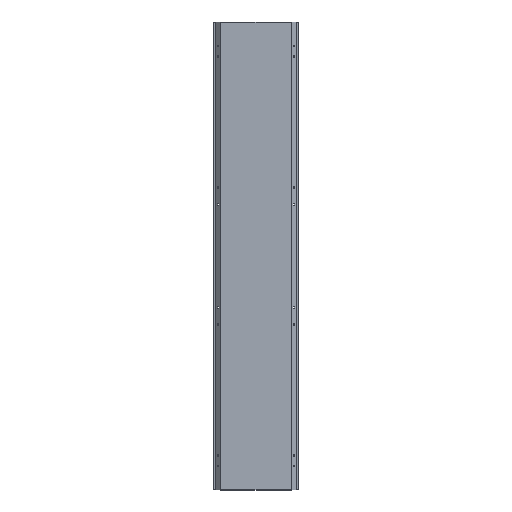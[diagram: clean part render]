
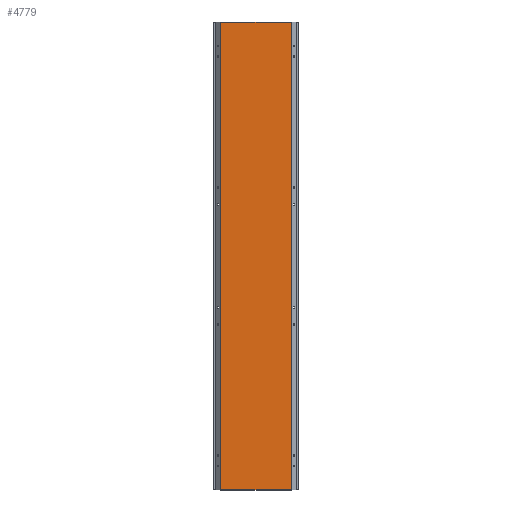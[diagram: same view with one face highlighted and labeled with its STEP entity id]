
A CAD part, top view. The second image highlights one B-rep face of the part: STEP entity #4779.
In plain terms, the highlighted planar face has unit normal (0, 0, 1).
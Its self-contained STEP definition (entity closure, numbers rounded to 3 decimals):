
#42 = ORIENTED_EDGE ( 'NONE', *, *, #1782, .T. ) ;
#222 = CARTESIAN_POINT ( 'NONE',  ( 161.5, -1070.5, 0. ) ) ;
#307 = DIRECTION ( 'NONE',  ( 1., 0., 0. ) ) ;
#431 = DIRECTION ( 'NONE',  ( -1., 0., 0. ) ) ;
#484 = LINE ( 'NONE', #7360, #4854 ) ;
#631 = VERTEX_POINT ( 'NONE', #4326 ) ;
#886 = DIRECTION ( 'NONE',  ( 0., 0., -1. ) ) ;
#901 = CARTESIAN_POINT ( 'NONE',  ( -161.5, -1070.5, 0. ) ) ;
#1192 = ORIENTED_EDGE ( 'NONE', *, *, #6188, .T. ) ;
#1413 = EDGE_CURVE ( 'NONE', #4716, #631, #7063, .T. ) ;
#1618 = VECTOR ( 'NONE', #4324, 1000. ) ;
#1620 = DIRECTION ( 'NONE',  ( 0., 1., 0. ) ) ;
#1782 = EDGE_CURVE ( 'NONE', #6778, #7081, #484, .T. ) ;
#1988 = VECTOR ( 'NONE', #307, 1000. ) ;
#2250 = DIRECTION ( 'NONE',  ( -1., 0., 0. ) ) ;
#2296 = CARTESIAN_POINT ( 'NONE',  ( 161.5, 1070.5, 0. ) ) ;
#2613 = ORIENTED_EDGE ( 'NONE', *, *, #1413, .T. ) ;
#3059 = EDGE_CURVE ( 'NONE', #7081, #4716, #7372, .T. ) ;
#3277 = AXIS2_PLACEMENT_3D ( 'NONE', #5564, #886, #431 ) ;
#3593 = CARTESIAN_POINT ( 'NONE',  ( -161.5, -1070.5, 0. ) ) ;
#3842 = FACE_OUTER_BOUND ( 'NONE', #7353, .T. ) ;
#4324 = DIRECTION ( 'NONE',  ( 0., -1., 0. ) ) ;
#4326 = CARTESIAN_POINT ( 'NONE',  ( -161.5, -1070.5, 0. ) ) ;
#4716 = VERTEX_POINT ( 'NONE', #5502 ) ;
#4779 = ADVANCED_FACE ( 'NONE', ( #3842 ), #6131, .F. ) ;
#4854 = VECTOR ( 'NONE', #1620, 1000. ) ;
#5502 = CARTESIAN_POINT ( 'NONE',  ( -161.5, 1070.5, 0. ) ) ;
#5564 = CARTESIAN_POINT ( 'NONE',  ( 0., 0., 0. ) ) ;
#5734 = VECTOR ( 'NONE', #2250, 1000. ) ;
#6131 = PLANE ( 'NONE',  #3277 ) ;
#6188 = EDGE_CURVE ( 'NONE', #631, #6778, #6604, .T. ) ;
#6604 = LINE ( 'NONE', #901, #1988 ) ;
#6767 = ORIENTED_EDGE ( 'NONE', *, *, #3059, .T. ) ;
#6778 = VERTEX_POINT ( 'NONE', #222 ) ;
#7063 = LINE ( 'NONE', #3593, #1618 ) ;
#7081 = VERTEX_POINT ( 'NONE', #2296 ) ;
#7330 = CARTESIAN_POINT ( 'NONE',  ( -161.5, 1070.5, 0. ) ) ;
#7353 = EDGE_LOOP ( 'NONE', ( #42, #6767, #2613, #1192 ) ) ;
#7360 = CARTESIAN_POINT ( 'NONE',  ( 161.5, -1070.5, 0. ) ) ;
#7372 = LINE ( 'NONE', #7330, #5734 ) ;
